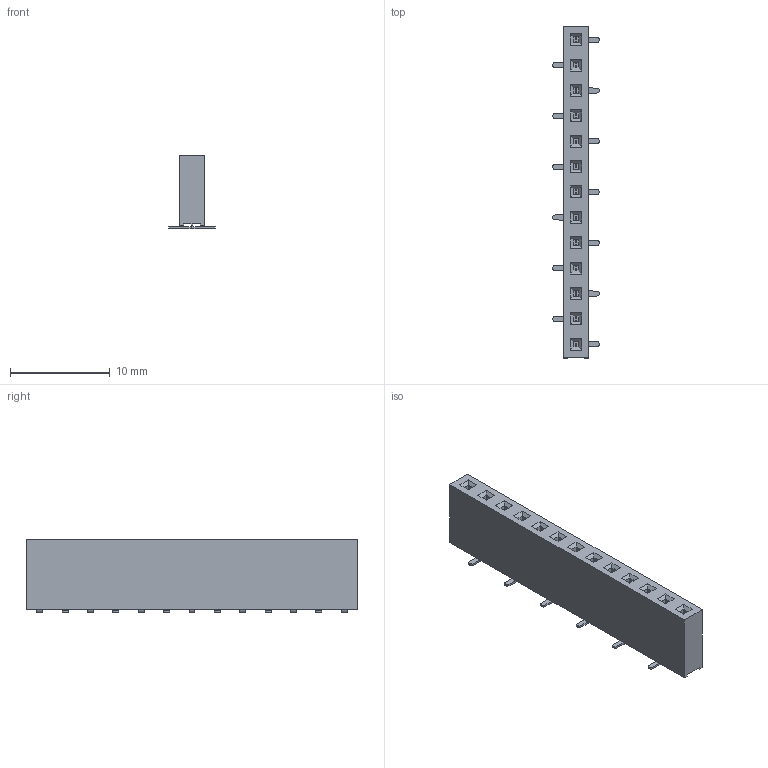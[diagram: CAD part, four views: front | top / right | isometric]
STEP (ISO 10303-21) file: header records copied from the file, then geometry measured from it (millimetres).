
FILE_DESCRIPTION(/* description */ ('model of PinSocket_1x13_P2.54mm_Vertical_SMD_Pin1Right'),/* implementation_level */ '2;1');
FILE_NAME(/* name */ 'PinSocket_1x13_P2.54mm_Vertical_SMD_Pin1Right.step',/* time_stamp */ '2017-11-27T04:20:38',/* author */ ('Terje Io','https://github.com/terjeio'),/* organization */ ('FreeCAD'),/* preprocessor_version */ 'OCC',/* originating_system */ 'kicad StepUp',/* authorisation */ '');
FILE_SCHEMA(('AUTOMOTIVE_DESIGN_CC2 { 1 2 10303 214 -1 1 5 4 }'));
Length unit declared in the file: millimetre
Products named in the file (1): PinSocket_1x13_P254mm_Vertical_SMD_Pin1Right
Bounding box: 4.64 x 33.22 x 7.4 mm (x, y, z)
Volume: 562.5 mm3; surface area: 945.5 mm2
Topology: 1 solids, 1 shells, 465 faces, 1168 edges, 744 vertices
Faces by surface type: plane 426, cylinder 39
Entity records: 8939 total; most frequent: ORIENTED_EDGE 1908, EDGE_CURVE 1168, CARTESIAN_POINT 1096, LINE 1036, VERTEX_POINT 744, FACE_BOUND 504, EDGE_LOOP 504, AXIS2_PLACEMENT_3D 465
